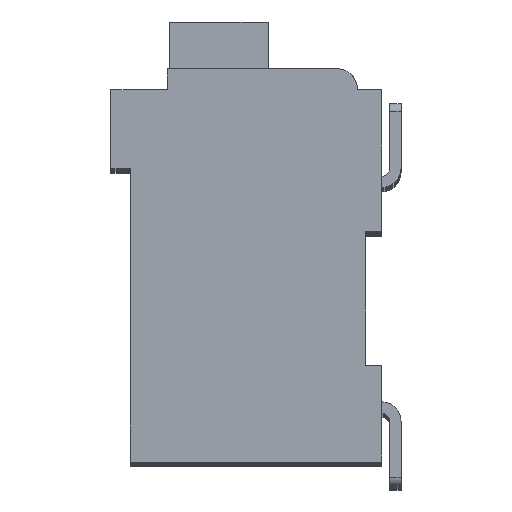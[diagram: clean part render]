
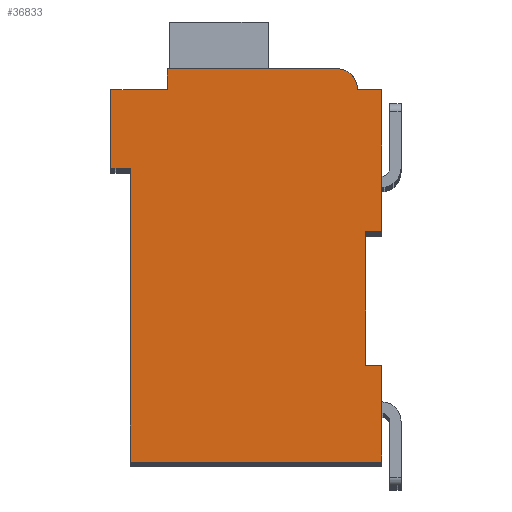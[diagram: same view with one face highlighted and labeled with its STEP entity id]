
A CAD part, top view. The second image highlights one B-rep face of the part: STEP entity #36833.
In plain terms, the highlighted planar face has unit normal (0, 0, 1).
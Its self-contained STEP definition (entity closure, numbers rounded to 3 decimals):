
#11310=DIRECTION('',(1.,0.,0.));
#11311=VECTOR('',#11310,0.5);
#11312=CARTESIAN_POINT('',(7.3,7.15,2.1));
#11313=LINE('',#11312,#11311);
#11314=DIRECTION('',(0.,1.,0.));
#11315=VECTOR('',#11314,4.15);
#11316=CARTESIAN_POINT('',(7.3,3.,2.1));
#11317=LINE('',#11316,#11315);
#11318=DIRECTION('',(-1.,0.,0.));
#11319=VECTOR('',#11318,0.5);
#11320=CARTESIAN_POINT('',(7.8,3.,2.1));
#11321=LINE('',#11320,#11319);
#11322=DIRECTION('',(0.,1.,0.));
#11323=VECTOR('',#11322,3.);
#11324=CARTESIAN_POINT('',(7.8,0.,2.1));
#11325=LINE('',#11324,#11323);
#11326=DIRECTION('',(1.,0.,0.));
#11327=VECTOR('',#11326,7.8);
#11328=CARTESIAN_POINT('',(0.,0.,2.1));
#11329=LINE('',#11328,#11327);
#11330=DIRECTION('',(0.,-1.,0.));
#11331=VECTOR('',#11330,9.1);
#11332=CARTESIAN_POINT('',(0.,9.1,2.1));
#11333=LINE('',#11332,#11331);
#11334=DIRECTION('',(1.,0.,0.));
#11335=VECTOR('',#11334,0.6);
#11336=CARTESIAN_POINT('',(-0.6,9.1,2.1));
#11337=LINE('',#11336,#11335);
#11338=DIRECTION('',(0.,-1.,0.));
#11339=VECTOR('',#11338,2.45);
#11340=CARTESIAN_POINT('',(-0.6,11.55,2.1));
#11341=LINE('',#11340,#11339);
#11342=DIRECTION('',(-1.,0.,0.));
#11343=VECTOR('',#11342,1.75);
#11344=CARTESIAN_POINT('',(1.15,11.55,2.1));
#11345=LINE('',#11344,#11343);
#11346=DIRECTION('',(0.,-1.,0.));
#11347=VECTOR('',#11346,0.65);
#11348=CARTESIAN_POINT('',(1.15,12.2,2.1));
#11349=LINE('',#11348,#11347);
#11350=DIRECTION('',(-1.,0.,0.));
#11351=VECTOR('',#11350,5.25);
#11352=CARTESIAN_POINT('',(6.4,12.2,2.1));
#11353=LINE('',#11352,#11351);
#11354=CARTESIAN_POINT('',(6.4,11.55,2.1));
#11355=DIRECTION('',(0.,0.,1.));
#11356=DIRECTION('',(1.,0.,0.));
#11357=AXIS2_PLACEMENT_3D('',#11354,#11355,#11356);
#11359=DIRECTION('',(-1.,0.,0.));
#11360=VECTOR('',#11359,0.75);
#11361=CARTESIAN_POINT('',(7.8,11.55,2.1));
#11362=LINE('',#11361,#11360);
#11363=DIRECTION('',(0.,1.,0.));
#11364=VECTOR('',#11363,4.4);
#11365=CARTESIAN_POINT('',(7.8,7.15,2.1));
#11366=LINE('',#11365,#11364);
#18505=CARTESIAN_POINT('',(7.3,7.15,2.1));
#18506=CARTESIAN_POINT('',(7.8,7.15,2.1));
#18507=VERTEX_POINT('',#18505);
#18508=VERTEX_POINT('',#18506);
#18509=CARTESIAN_POINT('',(7.8,11.55,2.1));
#18510=VERTEX_POINT('',#18509);
#18511=CARTESIAN_POINT('',(7.05,11.55,2.1));
#18512=VERTEX_POINT('',#18511);
#18513=CARTESIAN_POINT('',(6.4,12.2,2.1));
#18514=VERTEX_POINT('',#18513);
#18515=CARTESIAN_POINT('',(1.15,12.2,2.1));
#18516=VERTEX_POINT('',#18515);
#18517=CARTESIAN_POINT('',(1.15,11.55,2.1));
#18518=VERTEX_POINT('',#18517);
#18519=CARTESIAN_POINT('',(-0.6,11.55,2.1));
#18520=VERTEX_POINT('',#18519);
#18521=CARTESIAN_POINT('',(-0.6,9.1,2.1));
#18522=VERTEX_POINT('',#18521);
#18523=CARTESIAN_POINT('',(0.,9.1,2.1));
#18524=VERTEX_POINT('',#18523);
#18525=CARTESIAN_POINT('',(0.,0.,2.1));
#18526=VERTEX_POINT('',#18525);
#18527=CARTESIAN_POINT('',(7.8,0.,2.1));
#18528=VERTEX_POINT('',#18527);
#18529=CARTESIAN_POINT('',(7.8,3.,2.1));
#18530=VERTEX_POINT('',#18529);
#18531=CARTESIAN_POINT('',(7.3,3.,2.1));
#18532=VERTEX_POINT('',#18531);
#36812=CARTESIAN_POINT('',(0.,0.,2.1));
#36813=DIRECTION('',(0.,0.,1.));
#36814=DIRECTION('',(1.,0.,0.));
#36815=AXIS2_PLACEMENT_3D('',#36812,#36813,#36814);
#36816=PLANE('',#36815);
#36817=ORIENTED_EDGE('',*,*,#24326,.F.);
#36818=ORIENTED_EDGE('',*,*,#25174,.F.);
#36819=ORIENTED_EDGE('',*,*,#31636,.F.);
#36820=ORIENTED_EDGE('',*,*,#32111,.F.);
#36821=ORIENTED_EDGE('',*,*,#32662,.F.);
#36822=ORIENTED_EDGE('',*,*,#33391,.F.);
#36823=ORIENTED_EDGE('',*,*,#33684,.F.);
#36824=ORIENTED_EDGE('',*,*,#33963,.F.);
#36825=ORIENTED_EDGE('',*,*,#34385,.F.);
#36826=ORIENTED_EDGE('',*,*,#35192,.F.);
#36827=ORIENTED_EDGE('',*,*,#35828,.F.);
#36828=ORIENTED_EDGE('',*,*,#34436,.F.);
#36829=ORIENTED_EDGE('',*,*,#34973,.F.);
#36830=ORIENTED_EDGE('',*,*,#25069,.F.);
#36831=EDGE_LOOP('',(#36817,#36818,#36819,#36820,#36821,#36822,#36823,#36824,
#36825,#36826,#36827,#36828,#36829,#36830));
#36832=FACE_OUTER_BOUND('',#36831,.F.);
#11358=CIRCLE('',#11357,0.65);
#24326=EDGE_CURVE('',#18507,#18508,#11313,.T.);
#25069=EDGE_CURVE('',#18508,#18510,#11366,.T.);
#25174=EDGE_CURVE('',#18532,#18507,#11317,.T.);
#31636=EDGE_CURVE('',#18530,#18532,#11321,.T.);
#32111=EDGE_CURVE('',#18528,#18530,#11325,.T.);
#32662=EDGE_CURVE('',#18526,#18528,#11329,.T.);
#33391=EDGE_CURVE('',#18524,#18526,#11333,.T.);
#33684=EDGE_CURVE('',#18522,#18524,#11337,.T.);
#33963=EDGE_CURVE('',#18520,#18522,#11341,.T.);
#34385=EDGE_CURVE('',#18518,#18520,#11345,.T.);
#34436=EDGE_CURVE('',#18512,#18514,#11358,.T.);
#34973=EDGE_CURVE('',#18510,#18512,#11362,.T.);
#35192=EDGE_CURVE('',#18516,#18518,#11349,.T.);
#35828=EDGE_CURVE('',#18514,#18516,#11353,.T.);
#36833=ADVANCED_FACE('',(#36832),#36816,.T.);
